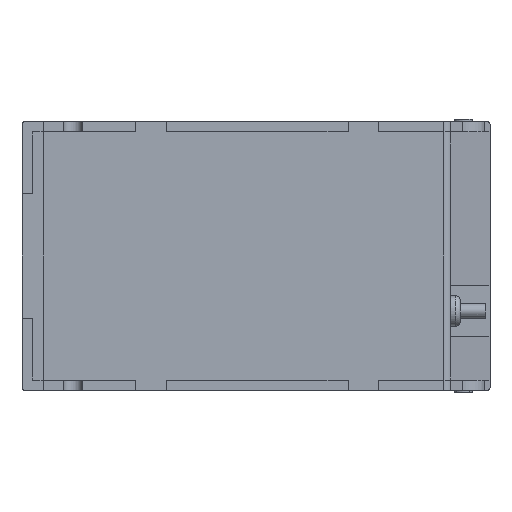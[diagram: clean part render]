
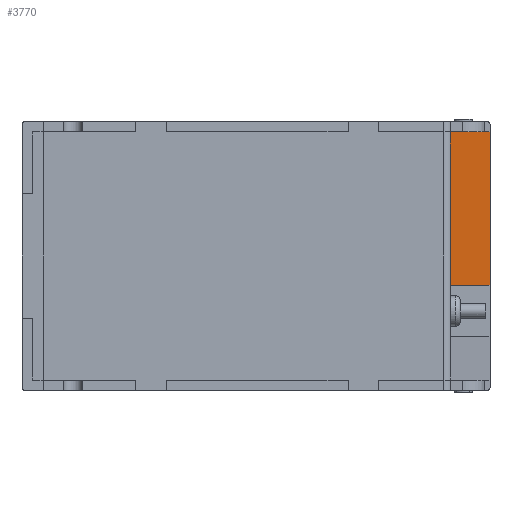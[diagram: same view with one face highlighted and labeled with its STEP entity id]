
A CAD part, front view. The second image highlights one B-rep face of the part: STEP entity #3770.
In plain terms, the highlighted planar face has unit normal (0.8, -0.6, 0).
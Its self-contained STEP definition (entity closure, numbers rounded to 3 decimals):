
#322 = DIRECTION ( 'NONE',  ( -0.8, 0.6, 0. ) ) ;
#487 = EDGE_LOOP ( 'NONE', ( #2134, #2205, #1754, #2637, #3039, #8939, #3322 ) ) ;
#619 = DIRECTION ( 'NONE',  ( 0., 0., 1. ) ) ;
#661 = FACE_OUTER_BOUND ( 'NONE', #487, .T. ) ;
#719 = VECTOR ( 'NONE', #8674, 1000. ) ;
#776 = VECTOR ( 'NONE', #1329, 1000. ) ;
#791 = DIRECTION ( 'NONE',  ( -0.6, -0.8, 0. ) ) ;
#853 = VECTOR ( 'NONE', #619, 1000. ) ;
#1117 = CARTESIAN_POINT ( 'NONE',  ( 129.25, -46.5, 48.5 ) ) ;
#1278 = CARTESIAN_POINT ( 'NONE',  ( 145.549, -24.768, 48.5 ) ) ;
#1298 = EDGE_CURVE ( 'NONE', #1730, #3697, #10145, .T. ) ;
#1329 = DIRECTION ( 'NONE',  ( 0., 0., 1. ) ) ;
#1348 = CARTESIAN_POINT ( 'NONE',  ( 148., -21.5, -11.5 ) ) ;
#1394 = EDGE_CURVE ( 'NONE', #2449, #1730, #4456, .T. ) ;
#1413 = DIRECTION ( 'NONE',  ( -0.6, -0.8, 0. ) ) ;
#1730 = VERTEX_POINT ( 'NONE', #1278 ) ;
#1754 = ORIENTED_EDGE ( 'NONE', *, *, #1394, .T. ) ;
#1786 = EDGE_CURVE ( 'NONE', #4989, #4857, #2128, .T. ) ;
#2128 = LINE ( 'NONE', #7625, #6283 ) ;
#2134 = ORIENTED_EDGE ( 'NONE', *, *, #8436, .T. ) ;
#2163 = EDGE_CURVE ( 'NONE', #4634, #2449, #9119, .T. ) ;
#2205 = ORIENTED_EDGE ( 'NONE', *, *, #2163, .T. ) ;
#2421 = CARTESIAN_POINT ( 'NONE',  ( 129.25, -46.5, -11.5 ) ) ;
#2449 = VERTEX_POINT ( 'NONE', #6052 ) ;
#2637 = ORIENTED_EDGE ( 'NONE', *, *, #1298, .T. ) ;
#3039 = ORIENTED_EDGE ( 'NONE', *, *, #3775, .T. ) ;
#3322 = ORIENTED_EDGE ( 'NONE', *, *, #8660, .T. ) ;
#3558 = CARTESIAN_POINT ( 'NONE',  ( 132.4, -42.3, -11.5 ) ) ;
#3586 = AXIS2_PLACEMENT_3D ( 'NONE', #5001, #322, #5786 ) ;
#3697 = VERTEX_POINT ( 'NONE', #5694 ) ;
#3770 = ADVANCED_FACE ( 'NONE', ( #661 ), #5751, .F. ) ;
#3775 = EDGE_CURVE ( 'NONE', #3697, #4989, #8014, .T. ) ;
#3890 = CARTESIAN_POINT ( 'NONE',  ( 129.25, -46.5, 48.5 ) ) ;
#4082 = VECTOR ( 'NONE', #1413, 1000. ) ;
#4456 = LINE ( 'NONE', #3890, #8402 ) ;
#4634 = VERTEX_POINT ( 'NONE', #8841 ) ;
#4857 = VERTEX_POINT ( 'NONE', #3558 ) ;
#4989 = VERTEX_POINT ( 'NONE', #7744 ) ;
#5001 = CARTESIAN_POINT ( 'NONE',  ( 129.25, -46.5, -65. ) ) ;
#5218 = CARTESIAN_POINT ( 'NONE',  ( 148., -21.5, -65. ) ) ;
#5694 = CARTESIAN_POINT ( 'NONE',  ( 137.131, -35.992, 48.5 ) ) ;
#5751 = PLANE ( 'NONE',  #3586 ) ;
#5786 = DIRECTION ( 'NONE',  ( -0.6, -0.8, 0. ) ) ;
#6052 = CARTESIAN_POINT ( 'NONE',  ( 148., -21.5, 48.5 ) ) ;
#6283 = VECTOR ( 'NONE', #9201, 1000. ) ;
#6870 = CARTESIAN_POINT ( 'NONE',  ( 145.549, -24.768, 48.5 ) ) ;
#7087 = LINE ( 'NONE', #9190, #853 ) ;
#7153 = VERTEX_POINT ( 'NONE', #1348 ) ;
#7625 = CARTESIAN_POINT ( 'NONE',  ( 132.4, -42.3, 48.5 ) ) ;
#7744 = CARTESIAN_POINT ( 'NONE',  ( 132.4, -42.3, 48.5 ) ) ;
#8014 = LINE ( 'NONE', #1117, #10118 ) ;
#8104 = DIRECTION ( 'NONE',  ( -0.6, -0.8, 0. ) ) ;
#8402 = VECTOR ( 'NONE', #791, 1000. ) ;
#8436 = EDGE_CURVE ( 'NONE', #7153, #4634, #7087, .T. ) ;
#8660 = EDGE_CURVE ( 'NONE', #4857, #7153, #8812, .T. ) ;
#8674 = DIRECTION ( 'NONE',  ( 0.6, 0.8, 0. ) ) ;
#8812 = LINE ( 'NONE', #2421, #719 ) ;
#8841 = CARTESIAN_POINT ( 'NONE',  ( 148., -21.5, -9.5 ) ) ;
#8939 = ORIENTED_EDGE ( 'NONE', *, *, #1786, .T. ) ;
#9119 = LINE ( 'NONE', #5218, #776 ) ;
#9190 = CARTESIAN_POINT ( 'NONE',  ( 148., -21.5, -65. ) ) ;
#9201 = DIRECTION ( 'NONE',  ( 0., 0., -1. ) ) ;
#10118 = VECTOR ( 'NONE', #8104, 1000. ) ;
#10145 = LINE ( 'NONE', #6870, #4082 ) ;
